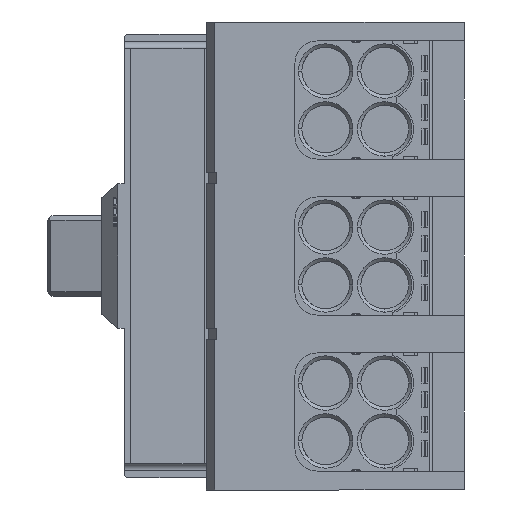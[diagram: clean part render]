
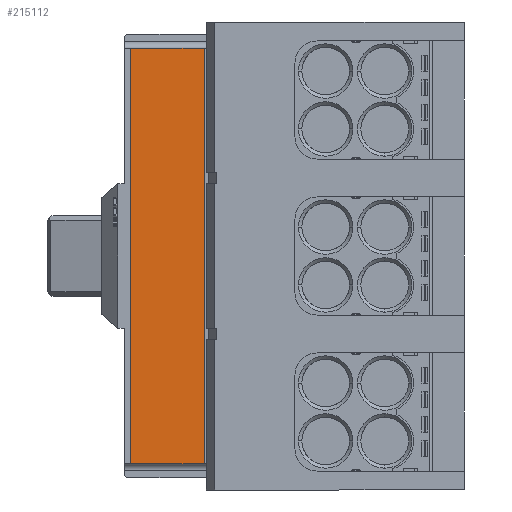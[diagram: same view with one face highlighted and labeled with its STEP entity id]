
A CAD part, left-side view. The second image highlights one B-rep face of the part: STEP entity #215112.
In plain terms, the highlighted planar face has unit normal (-1, 0, 0).
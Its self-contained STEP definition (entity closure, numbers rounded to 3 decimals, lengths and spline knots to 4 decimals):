
#22479 = VERTEX_POINT ( 'NONE', #225354 ) ;
#57830 = LINE ( 'NONE', #87547, #376457 ) ;
#62022 = VERTEX_POINT ( 'NONE', #174480 ) ;
#65812 = EDGE_CURVE ( 'NONE', #72749, #62022, #303983, .T. ) ;
#72749 = VERTEX_POINT ( 'NONE', #171968 ) ;
#86726 = ORIENTED_EDGE ( 'NONE', *, *, #117538, .F. ) ;
#87547 = CARTESIAN_POINT ( 'NONE',  ( -4.3701, 4.5551, -3.6713 ) ) ;
#90137 = DIRECTION ( 'NONE',  ( 0., 0., 1. ) ) ;
#117538 = EDGE_CURVE ( 'NONE', #72749, #22479, #57830, .T. ) ;
#118872 = DIRECTION ( 'NONE',  ( -1., 0., 0. ) ) ;
#133400 = VECTOR ( 'NONE', #90137, 39.3701 ) ;
#143852 = EDGE_LOOP ( 'NONE', ( #205976, #199898, #86726, #363383 ) ) ;
#155984 = EDGE_CURVE ( 'NONE', #22479, #379297, #164070, .T. ) ;
#164070 = LINE ( 'NONE', #349989, #311190 ) ;
#171968 = CARTESIAN_POINT ( 'NONE',  ( -4.3701, 4.5945, -3.6713 ) ) ;
#172590 = LINE ( 'NONE', #196460, #341283 ) ;
#174480 = CARTESIAN_POINT ( 'NONE',  ( -4.3701, 4.5945, 3.6713 ) ) ;
#182179 = FACE_OUTER_BOUND ( 'NONE', #143852, .T. ) ;
#196460 = CARTESIAN_POINT ( 'NONE',  ( -4.3701, 4.5551, 3.6713 ) ) ;
#199898 = ORIENTED_EDGE ( 'NONE', *, *, #155984, .F. ) ;
#205976 = ORIENTED_EDGE ( 'NONE', *, *, #307228, .F. ) ;
#215112 = ADVANCED_FACE ( 'NONE', ( #182179 ), #366193, .T. ) ;
#220326 = AXIS2_PLACEMENT_3D ( 'NONE', #271344, #118872, #269368 ) ;
#225354 = CARTESIAN_POINT ( 'NONE',  ( -4.3701, 5.8976, -3.6713 ) ) ;
#236100 = DIRECTION ( 'NONE',  ( 0., 1., 0. ) ) ;
#244560 = CARTESIAN_POINT ( 'NONE',  ( -4.3701, 4.5945, -3.6713 ) ) ;
#269368 = DIRECTION ( 'NONE',  ( 0., 0., 1. ) ) ;
#271344 = CARTESIAN_POINT ( 'NONE',  ( -4.3701, 4.5551, -3.6713 ) ) ;
#293386 = DIRECTION ( 'NONE',  ( 0., -1., 0. ) ) ;
#303983 = LINE ( 'NONE', #244560, #133400 ) ;
#307228 = EDGE_CURVE ( 'NONE', #379297, #62022, #172590, .T. ) ;
#311190 = VECTOR ( 'NONE', #316496, 39.3701 ) ;
#314866 = CARTESIAN_POINT ( 'NONE',  ( -4.3701, 5.8976, 3.6713 ) ) ;
#316496 = DIRECTION ( 'NONE',  ( 0., 0., 1. ) ) ;
#341283 = VECTOR ( 'NONE', #293386, 39.3701 ) ;
#349989 = CARTESIAN_POINT ( 'NONE',  ( -4.3701, 5.8976, 0. ) ) ;
#363383 = ORIENTED_EDGE ( 'NONE', *, *, #65812, .T. ) ;
#366193 = PLANE ( 'NONE',  #220326 ) ;
#376457 = VECTOR ( 'NONE', #236100, 39.3701 ) ;
#379297 = VERTEX_POINT ( 'NONE', #314866 ) ;
